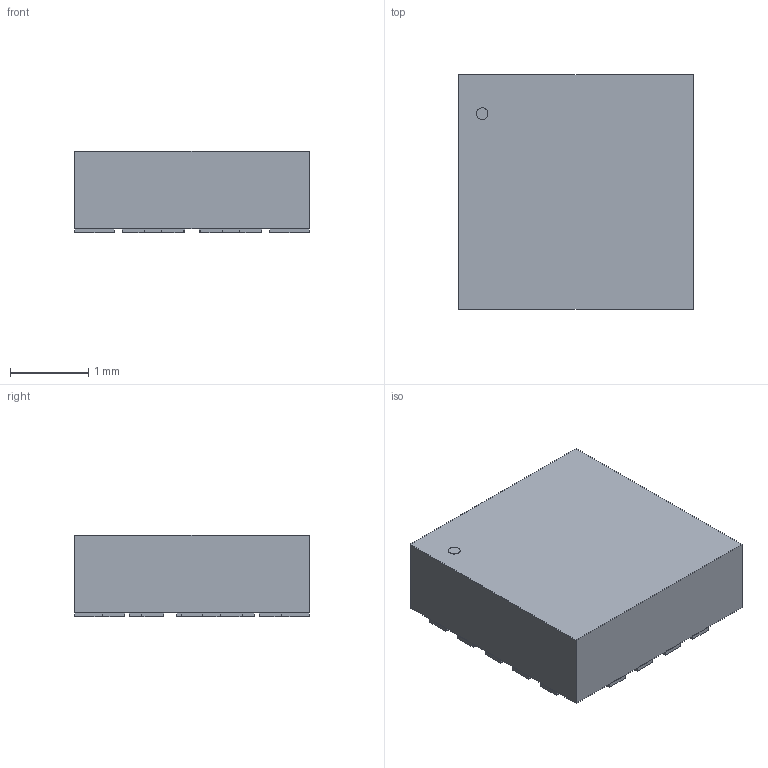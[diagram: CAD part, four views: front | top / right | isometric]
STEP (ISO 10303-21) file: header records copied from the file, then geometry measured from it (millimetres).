
FILE_DESCRIPTION(('STEP AP214'),'1');
FILE_NAME('LQFN18_3X3X0.95_ADI','2025-07-14T10:17:59',(''),(''),'','','');
FILE_SCHEMA(('AUTOMOTIVE_DESIGN'));
Length unit declared in the file: millimetre
Products named in the file (1): product
Bounding box: 3 x 3 x 1.04 mm (x, y, z)
Volume: 9.1 mm3; surface area: 40.6 mm2
Topology: 24 solids, 24 shells, 141 faces, 279 edges, 186 vertices
Faces by surface type: plane 140, cylinder 1
Full cylindrical faces by diameter (mm): 0.15 x1
Entity records: 3541 total; most frequent: DIRECTION 566, ORIENTED_EDGE 556, CARTESIAN_POINT 331, EDGE_CURVE 278, LINE 276, VECTOR 276, VERTEX_POINT 186, AXIS2_PLACEMENT_3D 145
